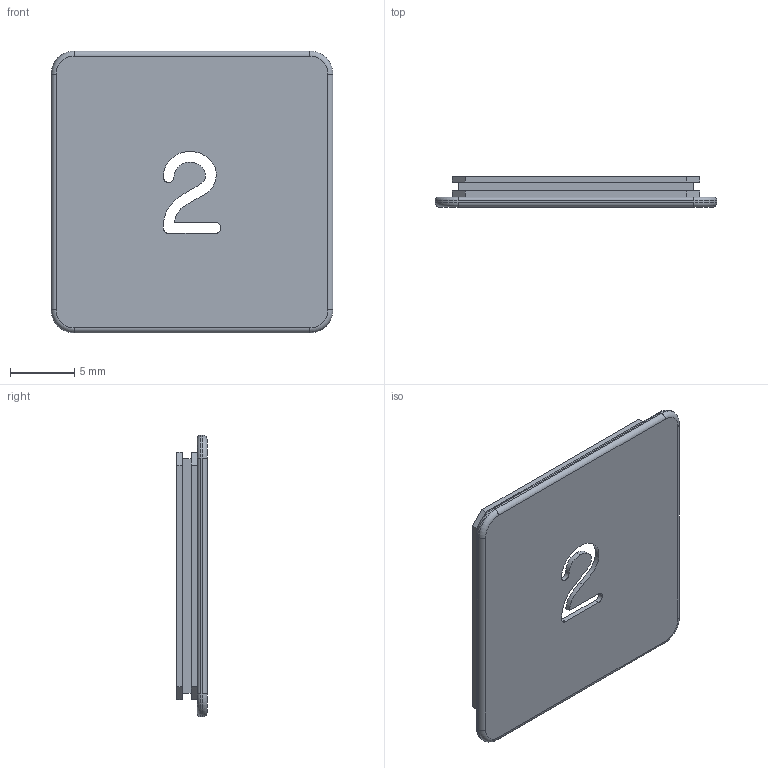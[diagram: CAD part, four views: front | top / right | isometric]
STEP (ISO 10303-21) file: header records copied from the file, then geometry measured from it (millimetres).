
FILE_DESCRIPTION (( 'STEP AP203' ), '1' );
FILE_NAME ('1005022-012.STEP', '2021-03-03T12:01:27', ( '' ), ( '' ), 'SwSTEP 2.0', 'SolidWorks 2019', '' );
FILE_SCHEMA (( 'CONFIG_CONTROL_DESIGN' ));
Length unit declared in the file: inch
Products named in the file (1): 1005022-012
Bounding box: 21.84 x 2.36 x 21.84 mm (x, y, z)
Volume: 639.3 mm3; surface area: 1212.5 mm2
Topology: 1 solids, 1 shells, 78 faces, 186 edges, 112 vertices
Faces by surface type: plane 46, cylinder 12, bspline 12, torus 8
Entity records: 3149 total; most frequent: CARTESIAN_POINT 1333, ORIENTED_EDGE 372, DIRECTION 328, EDGE_CURVE 186, LINE 130, VECTOR 130, VERTEX_POINT 112, AXIS2_PLACEMENT_3D 99
